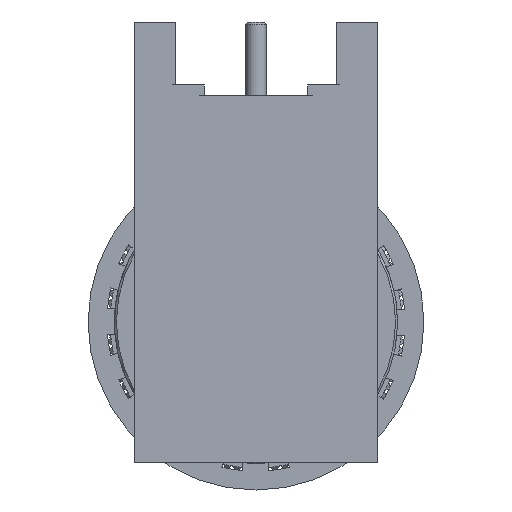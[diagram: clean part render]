
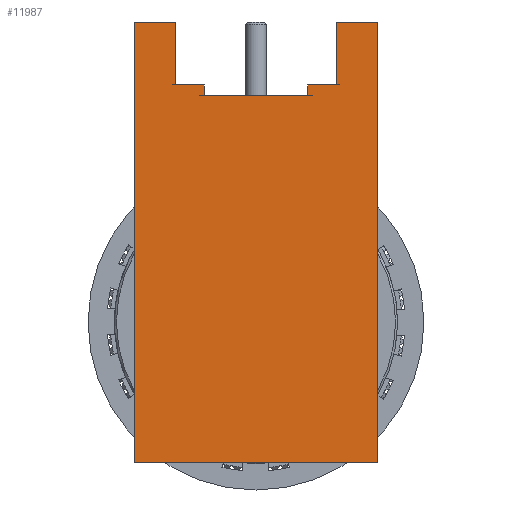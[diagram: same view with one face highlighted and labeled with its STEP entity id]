
A CAD part, front view. The second image highlights one B-rep face of the part: STEP entity #11987.
In plain terms, the highlighted planar face has unit normal (0, -1, 0).
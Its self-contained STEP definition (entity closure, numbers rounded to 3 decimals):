
#675=PLANE('',#12876);
#1000=LINE('',#18413,#1714);
#1001=LINE('',#18418,#1715);
#1004=LINE('',#18428,#1718);
#1005=LINE('',#18433,#1719);
#1010=LINE('',#18452,#1724);
#1011=LINE('',#18457,#1725);
#1014=LINE('',#18462,#1728);
#1018=LINE('',#18480,#1732);
#1024=LINE('',#18491,#1738);
#1028=LINE('',#18502,#1742);
#1031=LINE('',#18507,#1745);
#1032=LINE('',#18509,#1746);
#1714=VECTOR('',#14465,1000.);
#1715=VECTOR('',#14470,1000.);
#1718=VECTOR('',#14479,1000.);
#1719=VECTOR('',#14484,1000.);
#1724=VECTOR('',#14505,1000.);
#1725=VECTOR('',#14510,1000.);
#1728=VECTOR('',#14517,1000.);
#1732=VECTOR('',#14539,1000.);
#1738=VECTOR('',#14553,1000.);
#1742=VECTOR('',#14563,1000.);
#1745=VECTOR('',#14568,1000.);
#1746=VECTOR('',#14569,1000.);
#2557=ORIENTED_EDGE('',*,*,#6243,.F.);
#2558=ORIENTED_EDGE('',*,*,#6236,.F.);
#2559=ORIENTED_EDGE('',*,*,#6268,.F.);
#2560=ORIENTED_EDGE('',*,*,#6238,.F.);
#2561=ORIENTED_EDGE('',*,*,#6245,.F.);
#2562=ORIENTED_EDGE('',*,*,#6257,.F.);
#2563=ORIENTED_EDGE('',*,*,#6274,.F.);
#2564=ORIENTED_EDGE('',*,*,#6282,.T.);
#2565=ORIENTED_EDGE('',*,*,#6283,.T.);
#2566=ORIENTED_EDGE('',*,*,#6279,.F.);
#2567=ORIENTED_EDGE('',*,*,#6260,.F.);
#2568=ORIENTED_EDGE('',*,*,#6255,.F.);
#6236=EDGE_CURVE('',#8114,#8112,#1000,.F.);
#6238=EDGE_CURVE('',#8115,#8117,#1001,.T.);
#6243=EDGE_CURVE('',#8112,#8120,#1004,.T.);
#6245=EDGE_CURVE('',#8121,#8115,#1005,.T.);
#6255=EDGE_CURVE('',#8120,#8128,#1010,.F.);
#6257=EDGE_CURVE('',#8129,#8121,#1011,.T.);
#6260=EDGE_CURVE('',#8128,#8131,#1014,.T.);
#6268=EDGE_CURVE('',#8117,#8114,#1018,.T.);
#6274=EDGE_CURVE('',#8136,#8129,#1024,.T.);
#6279=EDGE_CURVE('',#8131,#8141,#1028,.T.);
#6282=EDGE_CURVE('',#8136,#8142,#1031,.T.);
#6283=EDGE_CURVE('',#8142,#8141,#1032,.T.);
#8112=VERTEX_POINT('',#18408);
#8114=VERTEX_POINT('',#18412);
#8115=VERTEX_POINT('',#18416);
#8117=VERTEX_POINT('',#18419);
#8120=VERTEX_POINT('',#18426);
#8121=VERTEX_POINT('',#18431);
#8128=VERTEX_POINT('',#18450);
#8129=VERTEX_POINT('',#18455);
#8131=VERTEX_POINT('',#18463);
#8136=VERTEX_POINT('',#18490);
#8141=VERTEX_POINT('',#18503);
#8142=VERTEX_POINT('',#18508);
#10018=EDGE_LOOP('',(#2557,#2558,#2559,#2560,#2561,#2562,#2563,#2564,#2565,
#2566,#2567,#2568));
#10869=FACE_BOUND('',#10018,.T.);
#11987=ADVANCED_FACE('',(#10869),#675,.F.);
#12876=AXIS2_PLACEMENT_3D('',#18506,#14566,#14567);
#14465=DIRECTION('',(0.,0.,-1.));
#14470=DIRECTION('',(0.,0.,-1.));
#14479=DIRECTION('',(1.,0.,0.));
#14484=DIRECTION('',(1.,0.,0.));
#14505=DIRECTION('',(0.,0.,-1.));
#14510=DIRECTION('',(0.,0.,-1.));
#14517=DIRECTION('',(1.,0.,0.));
#14539=DIRECTION('',(1.,0.,0.));
#14553=DIRECTION('',(1.,0.,0.));
#14563=DIRECTION('',(0.,0.,-1.));
#14566=DIRECTION('',(0.,1.,0.));
#14567=DIRECTION('',(0.,0.,1.));
#14568=DIRECTION('',(0.,0.,-1.));
#14569=DIRECTION('',(1.,0.,0.));
#18408=CARTESIAN_POINT('',(2.46,-5.8,11.3));
#18412=CARTESIAN_POINT('',(2.46,-5.8,10.8));
#18413=CARTESIAN_POINT('',(2.46,-5.8,-6.7));
#18416=CARTESIAN_POINT('',(-2.46,-5.8,11.3));
#18418=CARTESIAN_POINT('',(-2.46,-5.8,-6.7));
#18419=CARTESIAN_POINT('',(-2.46,-5.8,10.8));
#18426=CARTESIAN_POINT('',(3.829,-5.8,11.3));
#18428=CARTESIAN_POINT('',(0.,-5.8,11.3));
#18431=CARTESIAN_POINT('',(-3.829,-5.8,11.3));
#18433=CARTESIAN_POINT('',(0.,-5.8,11.3));
#18450=CARTESIAN_POINT('',(3.829,-5.8,14.3));
#18452=CARTESIAN_POINT('',(3.829,-5.8,-6.7));
#18455=CARTESIAN_POINT('',(-3.829,-5.8,14.3));
#18457=CARTESIAN_POINT('',(-3.829,-5.8,-6.7));
#18462=CARTESIAN_POINT('',(-5.8,-5.8,14.3));
#18463=CARTESIAN_POINT('',(5.8,-5.8,14.3));
#18480=CARTESIAN_POINT('',(0.,-5.8,10.8));
#18490=CARTESIAN_POINT('',(-5.8,-5.8,14.3));
#18491=CARTESIAN_POINT('',(-5.8,-5.8,14.3));
#18502=CARTESIAN_POINT('',(5.8,-5.8,14.3));
#18503=CARTESIAN_POINT('',(5.8,-5.8,-6.7));
#18506=CARTESIAN_POINT('',(-5.8,-5.8,14.3));
#18507=CARTESIAN_POINT('',(-5.8,-5.8,14.3));
#18508=CARTESIAN_POINT('',(-5.8,-5.8,-6.7));
#18509=CARTESIAN_POINT('',(-5.8,-5.8,-6.7));
